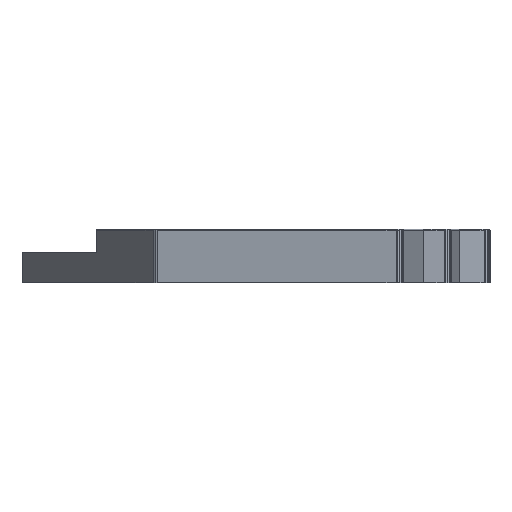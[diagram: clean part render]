
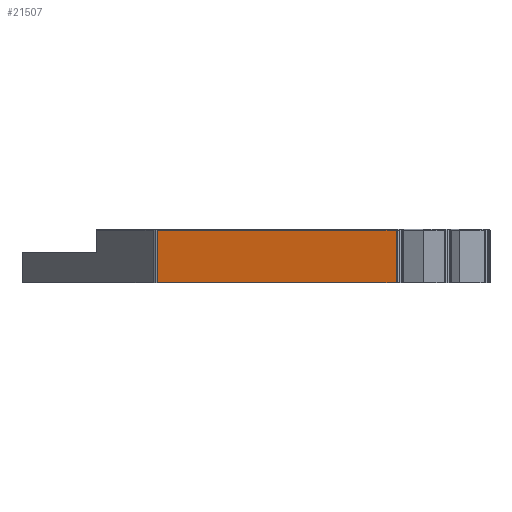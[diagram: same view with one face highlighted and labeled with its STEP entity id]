
A CAD part, left-side view. The second image highlights one B-rep face of the part: STEP entity #21507.
In plain terms, the highlighted planar face has unit normal (-0.978, 0.209, 0).
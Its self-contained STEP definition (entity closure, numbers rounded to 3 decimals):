
#3038=FACE_OUTER_BOUND('',#4516,.T.);
#4516=EDGE_LOOP('',(#18584,#18585,#18586,#18587));
#6389=LINE('',#38673,#8327);
#6390=LINE('',#38676,#8328);
#6391=LINE('',#38678,#8329);
#6392=LINE('',#38679,#8330);
#8327=VECTOR('',#29175,10.);
#8328=VECTOR('',#29178,10.);
#8329=VECTOR('',#29179,10.);
#8330=VECTOR('',#29180,10.);
#10328=VERTEX_POINT('',#38669);
#10329=VERTEX_POINT('',#38671);
#10330=VERTEX_POINT('',#38675);
#10331=VERTEX_POINT('',#38677);
#13209=EDGE_CURVE('',#10329,#10328,#6389,.T.);
#13210=EDGE_CURVE('',#10328,#10330,#6390,.T.);
#13211=EDGE_CURVE('',#10331,#10329,#6391,.T.);
#13212=EDGE_CURVE('',#10331,#10330,#6392,.T.);
#18584=ORIENTED_EDGE('',*,*,#13210,.F.);
#18585=ORIENTED_EDGE('',*,*,#13209,.F.);
#18586=ORIENTED_EDGE('',*,*,#13211,.F.);
#18587=ORIENTED_EDGE('',*,*,#13212,.T.);
#20322=PLANE('',#23530);
#21507=ADVANCED_FACE('',(#3038),#20322,.T.);
#23530=AXIS2_PLACEMENT_3D('',#38674,#29176,#29177);
#29175=DIRECTION('',(0.,0.,1.));
#29176=DIRECTION('center_axis',(-0.978,0.209,0.));
#29177=DIRECTION('ref_axis',(-0.209,-0.978,0.));
#29178=DIRECTION('',(-0.209,-0.978,0.));
#29179=DIRECTION('',(0.209,0.978,0.));
#29180=DIRECTION('',(0.,0.,1.));
#38669=CARTESIAN_POINT('',(9.194,-27.134,15.422));
#38671=CARTESIAN_POINT('',(9.194,-27.134,4.122));
#38673=CARTESIAN_POINT('',(9.194,-27.134,5.322));
#38674=CARTESIAN_POINT('Origin',(9.194,-27.134,5.322));
#38675=CARTESIAN_POINT('',(-1.737,-78.38,15.422));
#38676=CARTESIAN_POINT('',(7.926,-33.081,15.422));
#38677=CARTESIAN_POINT('',(-1.737,-78.38,4.122));
#38678=CARTESIAN_POINT('',(9.194,-27.134,4.122));
#38679=CARTESIAN_POINT('',(-1.737,-78.38,5.322));
